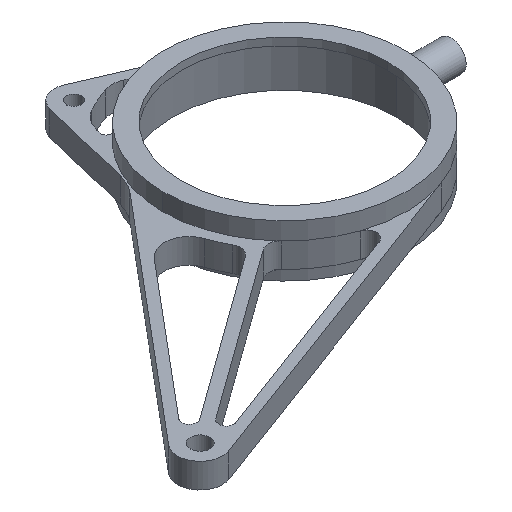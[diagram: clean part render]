
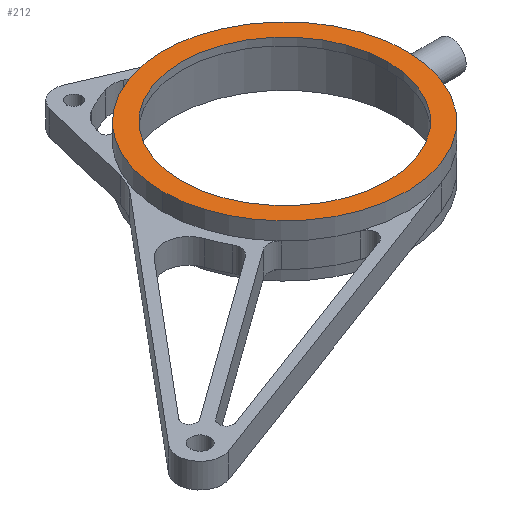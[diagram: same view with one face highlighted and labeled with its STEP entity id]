
A CAD part, isometric view. The second image highlights one B-rep face of the part: STEP entity #212.
In plain terms, the highlighted planar face has unit normal (0, 0, 1).
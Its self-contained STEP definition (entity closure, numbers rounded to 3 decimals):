
#57=CARTESIAN_POINT('Axis2P3D Location',(0.,0.,10.5)) ;
#61=CARTESIAN_POINT('Vertex',(41.5,0.,10.5)) ;
#63=CARTESIAN_POINT('Vertex',(-41.5,0.,10.5)) ;
#92=CARTESIAN_POINT('Axis2P3D Location',(0.,0.,10.5)) ;
#137=CARTESIAN_POINT('Axis2P3D Location',(0.,0.,10.5)) ;
#142=CARTESIAN_POINT('Axis2P3D Location',(0.,0.,10.5)) ;
#146=CARTESIAN_POINT('Vertex',(-35.371,-33.91,10.5)) ;
#148=CARTESIAN_POINT('Vertex',(-15.894,-46.35,10.5)) ;
#151=CARTESIAN_POINT('Axis2P3D Location',(0.,0.,10.5)) ;
#155=CARTESIAN_POINT('Vertex',(17.076,-45.928,10.5)) ;
#158=CARTESIAN_POINT('Axis2P3D Location',(0.,0.,10.5)) ;
#162=CARTESIAN_POINT('Vertex',(49.,0.,10.5)) ;
#165=CARTESIAN_POINT('Axis2P3D Location',(0.,0.,10.5)) ;
#169=CARTESIAN_POINT('Vertex',(19.439,44.979,10.5)) ;
#172=CARTESIAN_POINT('Axis2P3D Location',(0.,0.,10.5)) ;
#176=CARTESIAN_POINT('Vertex',(-7.796,48.376,10.5)) ;
#179=CARTESIAN_POINT('Axis2P3D Location',(0.,0.,10.5)) ;
#183=CARTESIAN_POINT('Vertex',(-30.952,37.986,10.5)) ;
#186=CARTESIAN_POINT('Axis2P3D Location',(0.,0.,10.5)) ;
#190=CARTESIAN_POINT('Vertex',(-49.,0.,10.5)) ;
#193=CARTESIAN_POINT('Axis2P3D Location',(0.,0.,10.5)) ;
#58=DIRECTION('Axis2P3D Direction',(0.,0.,-1.)) ;
#93=DIRECTION('Axis2P3D Direction',(0.,0.,-1.)) ;
#138=DIRECTION('Axis2P3D Direction',(0.,0.,1.)) ;
#139=DIRECTION('Axis2P3D XDirection',(1.,0.,0.)) ;
#143=DIRECTION('Axis2P3D Direction',(0.,0.,1.)) ;
#152=DIRECTION('Axis2P3D Direction',(0.,0.,1.)) ;
#159=DIRECTION('Axis2P3D Direction',(0.,0.,1.)) ;
#166=DIRECTION('Axis2P3D Direction',(0.,0.,1.)) ;
#173=DIRECTION('Axis2P3D Direction',(0.,0.,1.)) ;
#180=DIRECTION('Axis2P3D Direction',(0.,0.,1.)) ;
#187=DIRECTION('Axis2P3D Direction',(0.,0.,1.)) ;
#194=DIRECTION('Axis2P3D Direction',(0.,0.,1.)) ;
#59=AXIS2_PLACEMENT_3D('Circle Axis2P3D',#57,#58,$) ;
#94=AXIS2_PLACEMENT_3D('Circle Axis2P3D',#92,#93,$) ;
#140=AXIS2_PLACEMENT_3D('Plane Axis2P3D',#137,#138,#139) ;
#144=AXIS2_PLACEMENT_3D('Circle Axis2P3D',#142,#143,$) ;
#153=AXIS2_PLACEMENT_3D('Circle Axis2P3D',#151,#152,$) ;
#160=AXIS2_PLACEMENT_3D('Circle Axis2P3D',#158,#159,$) ;
#167=AXIS2_PLACEMENT_3D('Circle Axis2P3D',#165,#166,$) ;
#174=AXIS2_PLACEMENT_3D('Circle Axis2P3D',#172,#173,$) ;
#181=AXIS2_PLACEMENT_3D('Circle Axis2P3D',#179,#180,$) ;
#188=AXIS2_PLACEMENT_3D('Circle Axis2P3D',#186,#187,$) ;
#195=AXIS2_PLACEMENT_3D('Circle Axis2P3D',#193,#194,$) ;
#199=ORIENTED_EDGE('',*,*,#150,.T.) ;
#200=ORIENTED_EDGE('',*,*,#157,.T.) ;
#201=ORIENTED_EDGE('',*,*,#164,.T.) ;
#202=ORIENTED_EDGE('',*,*,#171,.T.) ;
#203=ORIENTED_EDGE('',*,*,#178,.T.) ;
#204=ORIENTED_EDGE('',*,*,#185,.T.) ;
#205=ORIENTED_EDGE('',*,*,#192,.T.) ;
#206=ORIENTED_EDGE('',*,*,#197,.T.) ;
#209=ORIENTED_EDGE('',*,*,#96,.F.) ;
#210=ORIENTED_EDGE('',*,*,#65,.F.) ;
#211=FACE_BOUND('',#208,.T.) ;
#212=ADVANCED_FACE('\X2\96F64EF651E04F554F53\X0\',(#207,#211),#141,.T.) ;
#60=CIRCLE('generated circle',#59,41.5) ;
#95=CIRCLE('generated circle',#94,41.5) ;
#145=CIRCLE('generated circle',#144,49.) ;
#154=CIRCLE('generated circle',#153,49.) ;
#161=CIRCLE('generated circle',#160,49.) ;
#168=CIRCLE('generated circle',#167,49.) ;
#175=CIRCLE('generated circle',#174,49.) ;
#182=CIRCLE('generated circle',#181,49.) ;
#189=CIRCLE('generated circle',#188,49.) ;
#196=CIRCLE('generated circle',#195,49.) ;
#65=EDGE_CURVE('',#62,#64,#60,.F.) ;
#96=EDGE_CURVE('',#64,#62,#95,.F.) ;
#150=EDGE_CURVE('',#147,#149,#145,.T.) ;
#157=EDGE_CURVE('',#149,#156,#154,.T.) ;
#164=EDGE_CURVE('',#156,#163,#161,.T.) ;
#171=EDGE_CURVE('',#163,#170,#168,.T.) ;
#178=EDGE_CURVE('',#170,#177,#175,.T.) ;
#185=EDGE_CURVE('',#177,#184,#182,.T.) ;
#192=EDGE_CURVE('',#184,#191,#189,.T.) ;
#197=EDGE_CURVE('',#191,#147,#196,.T.) ;
#198=EDGE_LOOP('',(#199,#200,#201,#202,#203,#204,#205,#206)) ;
#208=EDGE_LOOP('',(#209,#210)) ;
#207=FACE_OUTER_BOUND('',#198,.T.) ;
#141=PLANE('Plane',#140) ;
#62=VERTEX_POINT('',#61) ;
#64=VERTEX_POINT('',#63) ;
#147=VERTEX_POINT('',#146) ;
#149=VERTEX_POINT('',#148) ;
#156=VERTEX_POINT('',#155) ;
#163=VERTEX_POINT('',#162) ;
#170=VERTEX_POINT('',#169) ;
#177=VERTEX_POINT('',#176) ;
#184=VERTEX_POINT('',#183) ;
#191=VERTEX_POINT('',#190) ;
